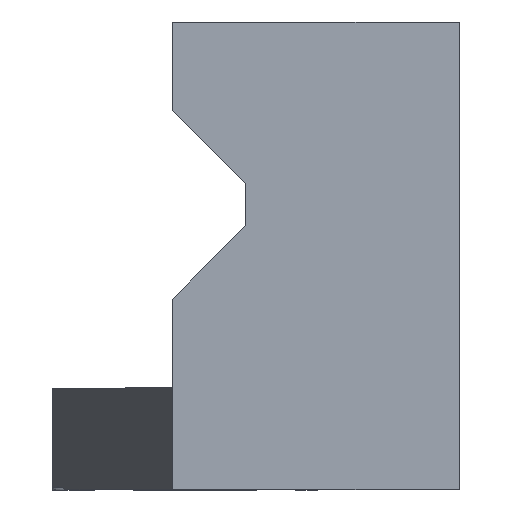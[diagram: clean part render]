
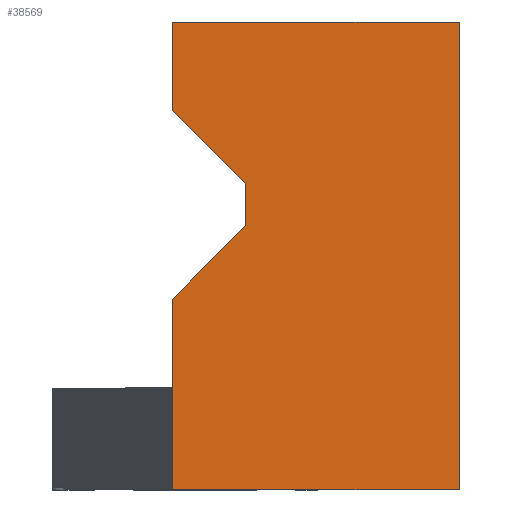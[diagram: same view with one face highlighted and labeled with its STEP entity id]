
A CAD part, top view. The second image highlights one B-rep face of the part: STEP entity #38569.
In plain terms, the highlighted planar face has unit normal (0, 0, 1).
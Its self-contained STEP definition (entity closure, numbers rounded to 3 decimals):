
#1195=FACE_OUTER_BOUND('',#3175,.T.);
#3175=EDGE_LOOP('',(#26209,#26210,#26211,#26212,#26213,#26214,#26215,#26216));
#6331=LINE('',#53152,#11613);
#6332=LINE('',#53154,#11614);
#6333=LINE('',#53156,#11615);
#6334=LINE('',#53158,#11616);
#6335=LINE('',#53160,#11617);
#6336=LINE('',#53162,#11618);
#6337=LINE('',#53164,#11619);
#6338=LINE('',#53165,#11620);
#11613=VECTOR('',#43128,10.);
#11614=VECTOR('',#43129,10.);
#11615=VECTOR('',#43130,10.);
#11616=VECTOR('',#43131,10.);
#11617=VECTOR('',#43132,10.);
#11618=VECTOR('',#43133,10.);
#11619=VECTOR('',#43134,10.);
#11620=VECTOR('',#43135,10.);
#16891=VERTEX_POINT('',#53150);
#16892=VERTEX_POINT('',#53151);
#16893=VERTEX_POINT('',#53153);
#16894=VERTEX_POINT('',#53155);
#16895=VERTEX_POINT('',#53157);
#16896=VERTEX_POINT('',#53159);
#16897=VERTEX_POINT('',#53161);
#16898=VERTEX_POINT('',#53163);
#20620=EDGE_CURVE('',#16891,#16892,#6331,.T.);
#20621=EDGE_CURVE('',#16892,#16893,#6332,.T.);
#20622=EDGE_CURVE('',#16893,#16894,#6333,.T.);
#20623=EDGE_CURVE('',#16894,#16895,#6334,.T.);
#20624=EDGE_CURVE('',#16895,#16896,#6335,.T.);
#20625=EDGE_CURVE('',#16896,#16897,#6336,.T.);
#20626=EDGE_CURVE('',#16898,#16897,#6337,.T.);
#20627=EDGE_CURVE('',#16891,#16898,#6338,.T.);
#26209=ORIENTED_EDGE('',*,*,#20620,.T.);
#26210=ORIENTED_EDGE('',*,*,#20621,.T.);
#26211=ORIENTED_EDGE('',*,*,#20622,.T.);
#26212=ORIENTED_EDGE('',*,*,#20623,.T.);
#26213=ORIENTED_EDGE('',*,*,#20624,.T.);
#26214=ORIENTED_EDGE('',*,*,#20625,.T.);
#26215=ORIENTED_EDGE('',*,*,#20626,.F.);
#26216=ORIENTED_EDGE('',*,*,#20627,.F.);
#36746=PLANE('',#40431);
#38569=ADVANCED_FACE('',(#1195),#36746,.T.);
#40431=AXIS2_PLACEMENT_3D('',#53149,#43126,#43127);
#43126=DIRECTION('center_axis',(0.,0.,1.));
#43127=DIRECTION('ref_axis',(1.,0.,0.));
#43128=DIRECTION('',(-1.,0.,0.));
#43129=DIRECTION('',(0.,-1.,0.));
#43130=DIRECTION('',(0.707,-0.707,0.));
#43131=DIRECTION('',(0.,-1.,0.));
#43132=DIRECTION('',(-0.707,-0.707,0.));
#43133=DIRECTION('',(0.,-1.,0.));
#43134=DIRECTION('',(-1.,0.,0.));
#43135=DIRECTION('',(0.,-1.,0.));
#53149=CARTESIAN_POINT('Origin',(-2.582,6.156,-9.));
#53150=CARTESIAN_POINT('',(11.518,15.156,-9.));
#53151=CARTESIAN_POINT('',(-2.582,15.156,-9.));
#53152=CARTESIAN_POINT('',(0.943,15.156,-9.));
#53153=CARTESIAN_POINT('',(-2.582,10.792,-9.));
#53154=CARTESIAN_POINT('',(-2.582,-2.844,-9.));
#53155=CARTESIAN_POINT('',(1.018,7.192,-9.));
#53156=CARTESIAN_POINT('',(0.377,7.833,-9.));
#53157=CARTESIAN_POINT('',(1.018,5.121,-9.));
#53158=CARTESIAN_POINT('',(1.018,5.639,-9.));
#53159=CARTESIAN_POINT('',(-2.582,1.521,-9.));
#53160=CARTESIAN_POINT('',(-1.423,2.68,-9.));
#53161=CARTESIAN_POINT('',(-2.582,-7.844,-9.));
#53162=CARTESIAN_POINT('',(-2.582,-2.844,-9.));
#53163=CARTESIAN_POINT('',(11.518,-7.844,-9.));
#53164=CARTESIAN_POINT('',(11.518,-7.844,-9.));
#53165=CARTESIAN_POINT('',(11.518,6.156,-9.));
